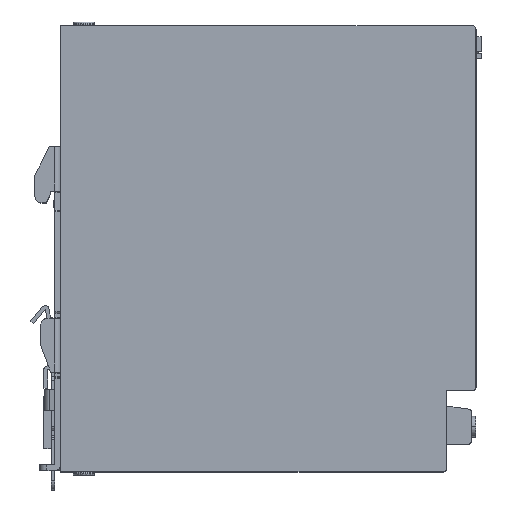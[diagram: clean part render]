
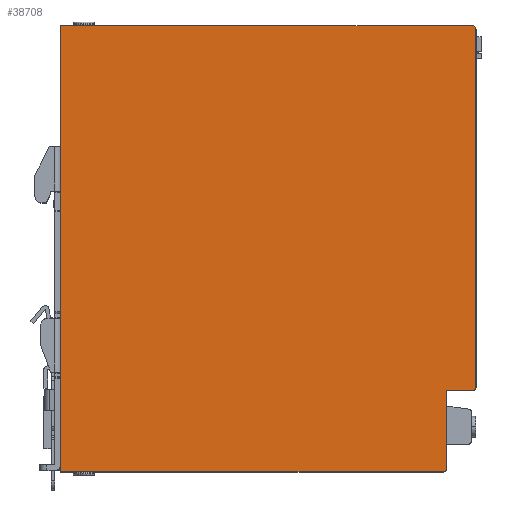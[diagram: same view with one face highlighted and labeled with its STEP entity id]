
A CAD part, top view. The second image highlights one B-rep face of the part: STEP entity #38708.
In plain terms, the highlighted planar face has unit normal (0, 0, 1).
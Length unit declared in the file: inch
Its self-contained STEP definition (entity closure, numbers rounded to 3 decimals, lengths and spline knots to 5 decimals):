
#2 = CIRCLE ( 'NONE', #74064, 0.0315 ) ;
#440 = EDGE_CURVE ( 'NONE', #27673, #46919, #2, .T. ) ;
#1475 = AXIS2_PLACEMENT_3D ( 'NONE', #18246, #23574, #57836 ) ;
#3604 = CARTESIAN_POINT ( 'NONE',  ( 4.45276, -1.55118, 0.7874 ) ) ;
#3686 = ORIENTED_EDGE ( 'NONE', *, *, #18209, .F. ) ;
#4764 = ORIENTED_EDGE ( 'NONE', *, *, #53476, .T. ) ;
#5119 = EDGE_CURVE ( 'NONE', #60620, #27673, #28553, .T. ) ;
#6625 = EDGE_CURVE ( 'NONE', #66524, #66519, #70233, .T. ) ;
#6808 = EDGE_CURVE ( 'NONE', #72300, #52221, #55378, .T. ) ;
#7482 = EDGE_LOOP ( 'NONE', ( #10421, #16065, #48525, #62618, #40595, #65650, #55202, #4764, #3686, #18946 ) ) ;
#9192 = LINE ( 'NONE', #33167, #33188 ) ;
#10421 = ORIENTED_EDGE ( 'NONE', *, *, #61190, .T. ) ;
#10755 = CARTESIAN_POINT ( 'NONE',  ( 0., 2.44094, 0.7874 ) ) ;
#12771 = DIRECTION ( 'NONE',  ( 0., 1., 0. ) ) ;
#13129 = VECTOR ( 'NONE', #47176, 39.37008 ) ;
#13327 = FACE_OUTER_BOUND ( 'NONE', #7482, .T. ) ;
#15206 = CIRCLE ( 'NONE', #60211, 0.03937 ) ;
#15270 = CARTESIAN_POINT ( 'NONE',  ( 4.16204, -1.55181, 0.7874 ) ) ;
#15415 = CARTESIAN_POINT ( 'NONE',  ( 4.48425, -1.51969, 0.7874 ) ) ;
#15574 = DIRECTION ( 'NONE',  ( 0., 0., 1. ) ) ;
#16065 = ORIENTED_EDGE ( 'NONE', *, *, #46322, .T. ) ;
#18209 = EDGE_CURVE ( 'NONE', #72300, #25628, #69702, .T. ) ;
#18246 = CARTESIAN_POINT ( 'NONE',  ( 4.12894, -2.40846, 0.7874 ) ) ;
#18465 = CIRCLE ( 'NONE', #1475, 0.03248 ) ;
#18946 = ORIENTED_EDGE ( 'NONE', *, *, #6808, .T. ) ;
#21366 = DIRECTION ( 'NONE',  ( 0., 0., -1. ) ) ;
#22113 = CARTESIAN_POINT ( 'NONE',  ( 4.16142, -1.55181, 0.7874 ) ) ;
#23574 = DIRECTION ( 'NONE',  ( 0., 0., 1. ) ) ;
#23951 = CARTESIAN_POINT ( 'NONE',  ( 0., -1.55118, 0.7874 ) ) ;
#25559 = AXIS2_PLACEMENT_3D ( 'NONE', #54432, #48722, #36570 ) ;
#25628 = VERTEX_POINT ( 'NONE', #48297 ) ;
#26554 = CARTESIAN_POINT ( 'NONE',  ( 4.45276, -1.51969, 0.7874 ) ) ;
#27673 = VERTEX_POINT ( 'NONE', #3604 ) ;
#28522 = DIRECTION ( 'NONE',  ( 1., 0., 0. ) ) ;
#28553 = LINE ( 'NONE', #23951, #13129 ) ;
#32055 = DIRECTION ( 'NONE',  ( 1., 0., 0. ) ) ;
#33167 = CARTESIAN_POINT ( 'NONE',  ( 4.48425, 0., 0.7874 ) ) ;
#33188 = VECTOR ( 'NONE', #39249, 39.37008 ) ;
#33983 = DIRECTION ( 'NONE',  ( 1., 0., 0. ) ) ;
#36290 = EDGE_CURVE ( 'NONE', #66519, #60620, #74094, .T. ) ;
#36516 = CARTESIAN_POINT ( 'NONE',  ( 4.12894, -2.44094, 0.7874 ) ) ;
#36570 = DIRECTION ( 'NONE',  ( 1., 0., 0. ) ) ;
#36987 = VECTOR ( 'NONE', #12771, 39.37008 ) ;
#38708 = ADVANCED_FACE ( 'NONE', ( #13327 ), #60504, .T. ) ;
#38894 = AXIS2_PLACEMENT_3D ( 'NONE', #15270, #21366, #32055 ) ;
#39249 = DIRECTION ( 'NONE',  ( 0., 1., 0. ) ) ;
#40008 = CARTESIAN_POINT ( 'NONE',  ( 4.16142, -2.40846, 0.7874 ) ) ;
#40595 = ORIENTED_EDGE ( 'NONE', *, *, #5119, .T. ) ;
#42050 = CARTESIAN_POINT ( 'NONE',  ( 4.48425, 2.40157, 0.7874 ) ) ;
#43126 = DIRECTION ( 'NONE',  ( 1., 0., 0. ) ) ;
#43405 = EDGE_CURVE ( 'NONE', #46919, #73839, #9192, .T. ) ;
#44899 = CARTESIAN_POINT ( 'NONE',  ( 4.44488, 2.40157, 0.7874 ) ) ;
#46322 = EDGE_CURVE ( 'NONE', #47469, #66524, #18465, .T. ) ;
#46919 = VERTEX_POINT ( 'NONE', #15415 ) ;
#47176 = DIRECTION ( 'NONE',  ( 1., 0., 0. ) ) ;
#47469 = VERTEX_POINT ( 'NONE', #36516 ) ;
#48297 = CARTESIAN_POINT ( 'NONE',  ( 4.44488, 2.44094, 0.7874 ) ) ;
#48525 = ORIENTED_EDGE ( 'NONE', *, *, #6625, .T. ) ;
#48537 = CARTESIAN_POINT ( 'NONE',  ( 4.16142, 0., 0.7874 ) ) ;
#48722 = DIRECTION ( 'NONE',  ( 0., 0., 1. ) ) ;
#49812 = CARTESIAN_POINT ( 'NONE',  ( -0.05906, -2.44094, 0.7874 ) ) ;
#52221 = VERTEX_POINT ( 'NONE', #49812 ) ;
#53476 = EDGE_CURVE ( 'NONE', #73839, #25628, #15206, .T. ) ;
#54432 = CARTESIAN_POINT ( 'NONE',  ( 0., 0., 0.7874 ) ) ;
#55202 = ORIENTED_EDGE ( 'NONE', *, *, #43405, .T. ) ;
#55378 = LINE ( 'NONE', #68919, #64929 ) ;
#57721 = CARTESIAN_POINT ( 'NONE',  ( 4.16204, -1.55118, 0.7874 ) ) ;
#57836 = DIRECTION ( 'NONE',  ( 1., 0., 0. ) ) ;
#60211 = AXIS2_PLACEMENT_3D ( 'NONE', #44899, #15574, #28522 ) ;
#60241 = CARTESIAN_POINT ( 'NONE',  ( 0., -2.44094, 0.7874 ) ) ;
#60504 = PLANE ( 'NONE',  #25559 ) ;
#60620 = VERTEX_POINT ( 'NONE', #57721 ) ;
#61190 = EDGE_CURVE ( 'NONE', #52221, #47469, #71637, .T. ) ;
#62618 = ORIENTED_EDGE ( 'NONE', *, *, #36290, .T. ) ;
#64929 = VECTOR ( 'NONE', #66768, 39.37008 ) ;
#65650 = ORIENTED_EDGE ( 'NONE', *, *, #440, .T. ) ;
#66113 = DIRECTION ( 'NONE',  ( 1., 0., 0. ) ) ;
#66519 = VERTEX_POINT ( 'NONE', #22113 ) ;
#66524 = VERTEX_POINT ( 'NONE', #40008 ) ;
#66768 = DIRECTION ( 'NONE',  ( 0., -1., 0. ) ) ;
#67619 = DIRECTION ( 'NONE',  ( 0., 0., 1. ) ) ;
#68498 = VECTOR ( 'NONE', #33983, 39.37008 ) ;
#68919 = CARTESIAN_POINT ( 'NONE',  ( -0.05906, 0., 0.7874 ) ) ;
#69702 = LINE ( 'NONE', #10755, #68498 ) ;
#70233 = LINE ( 'NONE', #48537, #36987 ) ;
#71637 = LINE ( 'NONE', #60241, #73970 ) ;
#72300 = VERTEX_POINT ( 'NONE', #74974 ) ;
#73839 = VERTEX_POINT ( 'NONE', #42050 ) ;
#73970 = VECTOR ( 'NONE', #43126, 39.37008 ) ;
#74064 = AXIS2_PLACEMENT_3D ( 'NONE', #26554, #67619, #66113 ) ;
#74094 = CIRCLE ( 'NONE', #38894, 0.00063 ) ;
#74974 = CARTESIAN_POINT ( 'NONE',  ( -0.05906, 2.44094, 0.7874 ) ) ;
